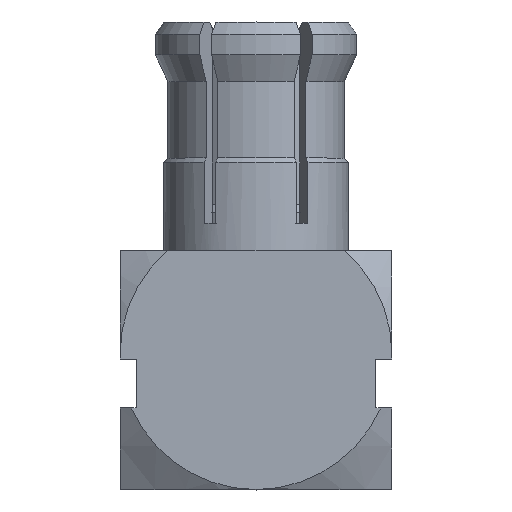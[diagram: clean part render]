
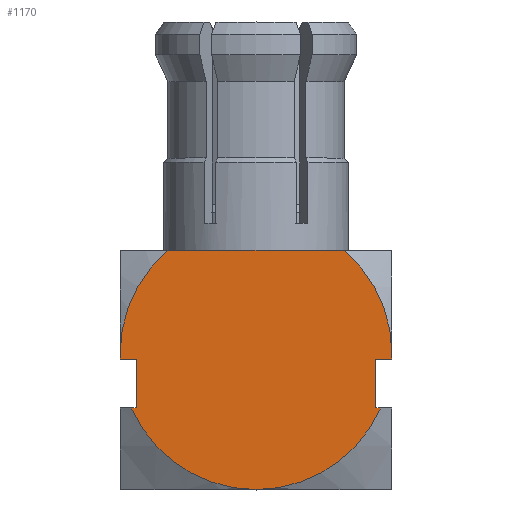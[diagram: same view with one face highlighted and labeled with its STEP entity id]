
A CAD part, top view. The second image highlights one B-rep face of the part: STEP entity #1170.
In plain terms, the highlighted planar face has unit normal (0, 0, 1).
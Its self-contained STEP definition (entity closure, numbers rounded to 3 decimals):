
#367=CARTESIAN_POINT('',(0.,0.,5.));
#368=DIRECTION('',(0.,0.,1.));
#369=DIRECTION('',(0.,-1.,0.));
#370=AXIS2_PLACEMENT_3D('',#367,#368,#369);
#372=CARTESIAN_POINT('',(0.,0.,5.));
#373=DIRECTION('',(0.,0.,1.));
#374=DIRECTION('',(-0.917,-0.4,0.));
#375=AXIS2_PLACEMENT_3D('',#372,#373,#374);
#377=DIRECTION('',(1.,0.,0.));
#378=VECTOR('',#377,0.091);
#379=CARTESIAN_POINT('',(-2.291,-1.,5.));
#380=LINE('',#379,#378);
#381=DIRECTION('',(0.,-1.,0.));
#382=VECTOR('',#381,0.9);
#383=CARTESIAN_POINT('',(-2.2,-0.1,5.));
#384=LINE('',#383,#382);
#385=DIRECTION('',(1.,0.,0.));
#386=VECTOR('',#385,0.298);
#387=CARTESIAN_POINT('',(-2.498,-0.1,5.));
#388=LINE('',#387,#386);
#389=CARTESIAN_POINT('',(0.,0.,5.));
#390=DIRECTION('',(0.,0.,1.));
#391=DIRECTION('',(-1.,0.,0.));
#392=AXIS2_PLACEMENT_3D('',#389,#390,#391);
#394=CARTESIAN_POINT('',(0.,0.,5.));
#395=DIRECTION('',(0.,0.,1.));
#396=DIRECTION('',(-0.65,0.76,0.));
#397=AXIS2_PLACEMENT_3D('',#394,#395,#396);
#399=DIRECTION('',(-1.,0.,0.));
#400=VECTOR('',#399,3.25);
#401=CARTESIAN_POINT('',(1.625,1.9,5.));
#402=LINE('',#401,#400);
#403=CARTESIAN_POINT('',(0.,0.,5.));
#404=DIRECTION('',(0.,0.,1.));
#405=DIRECTION('',(1.,0.,0.));
#406=AXIS2_PLACEMENT_3D('',#403,#404,#405);
#408=CARTESIAN_POINT('',(0.,0.,5.));
#409=DIRECTION('',(0.,0.,1.));
#410=DIRECTION('',(0.999,-0.04,0.));
#411=AXIS2_PLACEMENT_3D('',#408,#409,#410);
#413=DIRECTION('',(-1.,0.,0.));
#414=VECTOR('',#413,0.298);
#415=CARTESIAN_POINT('',(2.498,-0.1,5.));
#416=LINE('',#415,#414);
#417=DIRECTION('',(0.,-1.,0.));
#418=VECTOR('',#417,0.9);
#419=CARTESIAN_POINT('',(2.2,-0.1,5.));
#420=LINE('',#419,#418);
#421=DIRECTION('',(-1.,0.,0.));
#422=VECTOR('',#421,0.091);
#423=CARTESIAN_POINT('',(2.291,-1.,5.));
#424=LINE('',#423,#422);
#627=CARTESIAN_POINT('',(2.2,-0.1,5.));
#628=CARTESIAN_POINT('',(2.2,-1.,5.));
#629=VERTEX_POINT('',#627);
#630=VERTEX_POINT('',#628);
#635=CARTESIAN_POINT('',(-2.2,-0.1,5.));
#636=CARTESIAN_POINT('',(-2.2,-1.,5.));
#637=VERTEX_POINT('',#635);
#638=VERTEX_POINT('',#636);
#639=CARTESIAN_POINT('',(0.,-2.5,5.));
#640=CARTESIAN_POINT('',(2.291,-1.,5.));
#641=VERTEX_POINT('',#639);
#642=VERTEX_POINT('',#640);
#643=CARTESIAN_POINT('',(2.498,-0.1,5.));
#644=CARTESIAN_POINT('',(2.5,0.,5.));
#645=VERTEX_POINT('',#643);
#646=VERTEX_POINT('',#644);
#647=CARTESIAN_POINT('',(1.625,1.9,5.));
#648=VERTEX_POINT('',#647);
#649=CARTESIAN_POINT('',(-1.625,1.9,5.));
#650=CARTESIAN_POINT('',(-2.5,0.,5.));
#651=VERTEX_POINT('',#649);
#652=VERTEX_POINT('',#650);
#653=CARTESIAN_POINT('',(-2.498,-0.1,5.));
#654=VERTEX_POINT('',#653);
#655=CARTESIAN_POINT('',(-2.291,-1.,5.));
#656=VERTEX_POINT('',#655);
#1141=CARTESIAN_POINT('',(0.,0.,5.));
#1142=DIRECTION('',(0.,0.,1.));
#1143=DIRECTION('',(1.,0.,0.));
#1144=AXIS2_PLACEMENT_3D('',#1141,#1142,#1143);
#1145=PLANE('',#1144);
#1146=ORIENTED_EDGE('',*,*,#1094,.F.);
#1148=ORIENTED_EDGE('',*,*,#1147,.F.);
#1150=ORIENTED_EDGE('',*,*,#1149,.T.);
#1152=ORIENTED_EDGE('',*,*,#1151,.F.);
#1154=ORIENTED_EDGE('',*,*,#1153,.F.);
#1156=ORIENTED_EDGE('',*,*,#1155,.F.);
#1158=ORIENTED_EDGE('',*,*,#1157,.F.);
#1160=ORIENTED_EDGE('',*,*,#1159,.F.);
#1161=ORIENTED_EDGE('',*,*,#1120,.F.);
#1162=ORIENTED_EDGE('',*,*,#1107,.F.);
#1164=ORIENTED_EDGE('',*,*,#1163,.T.);
#1166=ORIENTED_EDGE('',*,*,#1165,.T.);
#1167=ORIENTED_EDGE('',*,*,#1133,.F.);
#1168=EDGE_LOOP('',(#1146,#1148,#1150,#1152,#1154,#1156,#1158,#1160,#1161,#1162,
#1164,#1166,#1167));
#1169=FACE_OUTER_BOUND('',#1168,.F.);
#371=CIRCLE('',#370,2.5);
#376=CIRCLE('',#375,2.5);
#393=CIRCLE('',#392,2.5);
#398=CIRCLE('',#397,2.5);
#407=CIRCLE('',#406,2.5);
#412=CIRCLE('',#411,2.5);
#1094=EDGE_CURVE('',#641,#642,#371,.T.);
#1107=EDGE_CURVE('',#645,#646,#412,.T.);
#1120=EDGE_CURVE('',#646,#648,#407,.T.);
#1133=EDGE_CURVE('',#642,#630,#424,.T.);
#1147=EDGE_CURVE('',#656,#641,#376,.T.);
#1149=EDGE_CURVE('',#656,#638,#380,.T.);
#1151=EDGE_CURVE('',#637,#638,#384,.T.);
#1153=EDGE_CURVE('',#654,#637,#388,.T.);
#1155=EDGE_CURVE('',#652,#654,#393,.T.);
#1157=EDGE_CURVE('',#651,#652,#398,.T.);
#1159=EDGE_CURVE('',#648,#651,#402,.T.);
#1163=EDGE_CURVE('',#645,#629,#416,.T.);
#1165=EDGE_CURVE('',#629,#630,#420,.T.);
#1170=ADVANCED_FACE('',(#1169),#1145,.T.);
